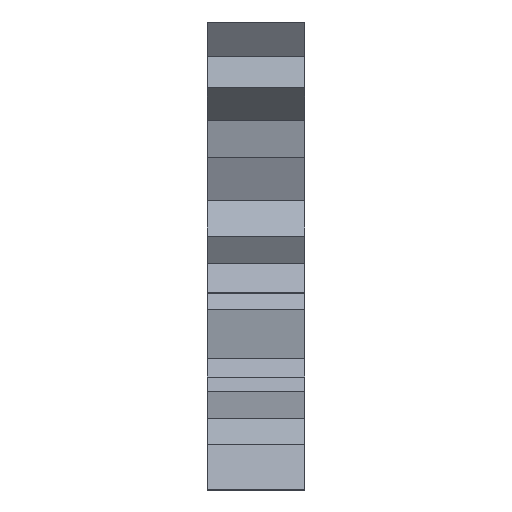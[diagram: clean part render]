
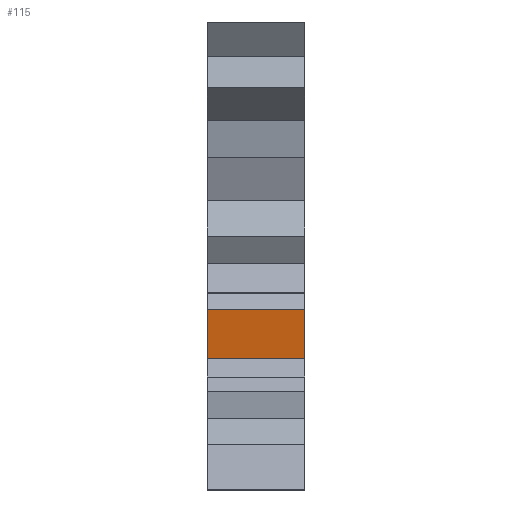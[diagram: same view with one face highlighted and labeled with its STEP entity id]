
A CAD part, top view. The second image highlights one B-rep face of the part: STEP entity #115.
In plain terms, the highlighted planar face has unit normal (0, -0.161, 0.987).
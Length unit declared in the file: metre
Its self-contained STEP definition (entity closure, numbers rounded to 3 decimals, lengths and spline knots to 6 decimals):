
#115 = ADVANCED_FACE( '', ( #209 ), #210, .F. );
#209 = FACE_OUTER_BOUND( '', #369, .T. );
#210 = PLANE( '', #370 );
#369 = EDGE_LOOP( '', ( #650, #651, #652, #653 ) );
#370 = AXIS2_PLACEMENT_3D( '', #654, #655, #656 );
#650 = ORIENTED_EDGE( '', *, *, #1274, .T. );
#651 = ORIENTED_EDGE( '', *, *, #1220, .T. );
#652 = ORIENTED_EDGE( '', *, *, #1275, .F. );
#653 = ORIENTED_EDGE( '', *, *, #1242, .F. );
#654 = CARTESIAN_POINT( '', ( -0.03, 0.043235, 0.022345 ) );
#655 = DIRECTION( '', ( 0., 0.161, -0.987 ) );
#656 = DIRECTION( '', ( 0., 0.987, 0.161 ) );
#1220 = EDGE_CURVE( '', #1470, #1468, #1471, .T. );
#1242 = EDGE_CURVE( '', #1512, #1514, #1515, .T. );
#1274 = EDGE_CURVE( '', #1512, #1470, #1566, .T. );
#1275 = EDGE_CURVE( '', #1514, #1468, #1567, .T. );
#1468 = VERTEX_POINT( '', #1868 );
#1470 = VERTEX_POINT( '', #1871 );
#1471 = LINE( '', #1872, #1873 );
#1512 = VERTEX_POINT( '', #1934 );
#1514 = VERTEX_POINT( '', #1937 );
#1515 = LINE( '', #1938, #1939 );
#1566 = LINE( '', #2021, #2022 );
#1567 = LINE( '', #2023, #2024 );
#1868 = CARTESIAN_POINT( '', ( -0.04, 0.038159, 0.021519 ) );
#1871 = CARTESIAN_POINT( '', ( -0.04, 0.043235, 0.022345 ) );
#1872 = CARTESIAN_POINT( '', ( -0.04, 0.043235, 0.022345 ) );
#1873 = VECTOR( '', #2436, 1. );
#1934 = CARTESIAN_POINT( '', ( -0.03, 0.043235, 0.022345 ) );
#1937 = CARTESIAN_POINT( '', ( -0.03, 0.038159, 0.021519 ) );
#1938 = CARTESIAN_POINT( '', ( -0.03, 0.043235, 0.022345 ) );
#1939 = VECTOR( '', #2458, 1. );
#2021 = CARTESIAN_POINT( '', ( -0.03, 0.043235, 0.022345 ) );
#2022 = VECTOR( '', #2490, 1. );
#2023 = CARTESIAN_POINT( '', ( -0.03, 0.038159, 0.021519 ) );
#2024 = VECTOR( '', #2491, 1. );
#2436 = DIRECTION( '', ( 0., -0.987, -0.161 ) );
#2458 = DIRECTION( '', ( 0., -0.987, -0.161 ) );
#2490 = DIRECTION( '', ( -1., 0., 0. ) );
#2491 = DIRECTION( '', ( -1., 0., 0. ) );
